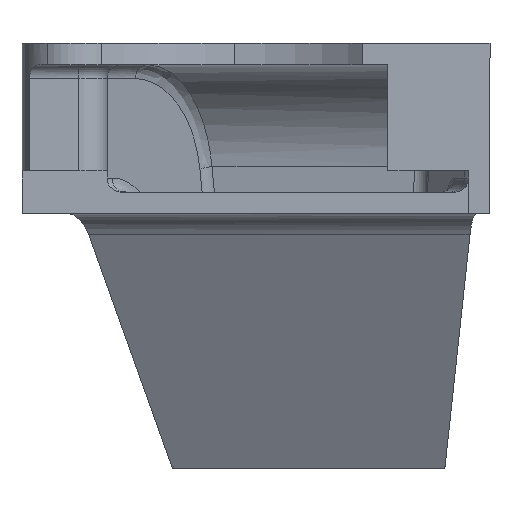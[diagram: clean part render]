
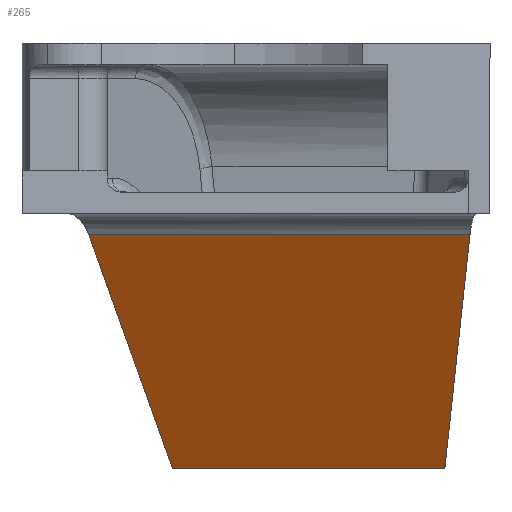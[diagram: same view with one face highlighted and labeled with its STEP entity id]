
A CAD part, left-side view. The second image highlights one B-rep face of the part: STEP entity #265.
In plain terms, the highlighted face is planar.
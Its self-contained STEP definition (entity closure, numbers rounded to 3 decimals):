
#13 = CARTESIAN_POINT ( 'NONE',  ( -54.986, 22.386, 30. ) ) ;
#109 = CARTESIAN_POINT ( 'NONE',  ( -54.986, 3.184, 30. ) ) ;
#138 = CARTESIAN_POINT ( 'NONE',  ( -45.354, 1.41, 13.488 ) ) ;
#140 = ORIENTED_EDGE ( 'NONE', *, *, #485, .T. ) ;
#227 = CARTESIAN_POINT ( 'NONE',  ( -54.986, 60.44, 30. ) ) ;
#239 = VECTOR ( 'NONE', #444, 1000. ) ;
#265 = ADVANCED_FACE ( 'NONE', ( #1018 ), #2476, .F. ) ;
#393 = LINE ( 'NONE', #1236, #2192 ) ;
#413 = VECTOR ( 'NONE', #633, 1000. ) ;
#444 = DIRECTION ( 'NONE',  ( 0.481, 0.296, -0.825 ) ) ;
#485 = EDGE_CURVE ( 'NONE', #2175, #2015, #1936, .T. ) ;
#509 = DIRECTION ( 'NONE',  ( 0.502, -0.092, -0.86 ) ) ;
#529 = ORIENTED_EDGE ( 'NONE', *, *, #2642, .T. ) ;
#607 = ORIENTED_EDGE ( 'NONE', *, *, #2474, .T. ) ;
#633 = DIRECTION ( 'NONE',  ( 0., -1., 0. ) ) ;
#871 = LINE ( 'NONE', #1590, #1255 ) ;
#1018 = FACE_OUTER_BOUND ( 'NONE', #2655, .T. ) ;
#1164 = EDGE_CURVE ( 'NONE', #2175, #1598, #2160, .T. ) ;
#1236 = CARTESIAN_POINT ( 'NONE',  ( -45.354, 60.44, 13.488 ) ) ;
#1255 = VECTOR ( 'NONE', #509, 1000. ) ;
#1425 = CARTESIAN_POINT ( 'NONE',  ( -54.986, 60.44, 30. ) ) ;
#1590 = CARTESIAN_POINT ( 'NONE',  ( -53.415, 2.895, 27.308 ) ) ;
#1598 = VERTEX_POINT ( 'NONE', #2139 ) ;
#1936 = LINE ( 'NONE', #227, #413 ) ;
#1970 = CARTESIAN_POINT ( 'NONE',  ( -49.572, 25.71, 20.719 ) ) ;
#2015 = VERTEX_POINT ( 'NONE', #109 ) ;
#2105 = AXIS2_PLACEMENT_3D ( 'NONE', #1425, #2520, #2285 ) ;
#2139 = CARTESIAN_POINT ( 'NONE',  ( -45.354, 28.3, 13.488 ) ) ;
#2160 = LINE ( 'NONE', #1970, #239 ) ;
#2175 = VERTEX_POINT ( 'NONE', #13 ) ;
#2192 = VECTOR ( 'NONE', #2333, 1000. ) ;
#2285 = DIRECTION ( 'NONE',  ( -0.504, 0., 0.864 ) ) ;
#2328 = VERTEX_POINT ( 'NONE', #138 ) ;
#2333 = DIRECTION ( 'NONE',  ( 0., 1., 0. ) ) ;
#2474 = EDGE_CURVE ( 'NONE', #2328, #1598, #393, .T. ) ;
#2476 = PLANE ( 'NONE',  #2105 ) ;
#2520 = DIRECTION ( 'NONE',  ( -0.864, 0., -0.504 ) ) ;
#2642 = EDGE_CURVE ( 'NONE', #2015, #2328, #871, .T. ) ;
#2655 = EDGE_LOOP ( 'NONE', ( #529, #607, #2739, #140 ) ) ;
#2739 = ORIENTED_EDGE ( 'NONE', *, *, #1164, .F. ) ;
